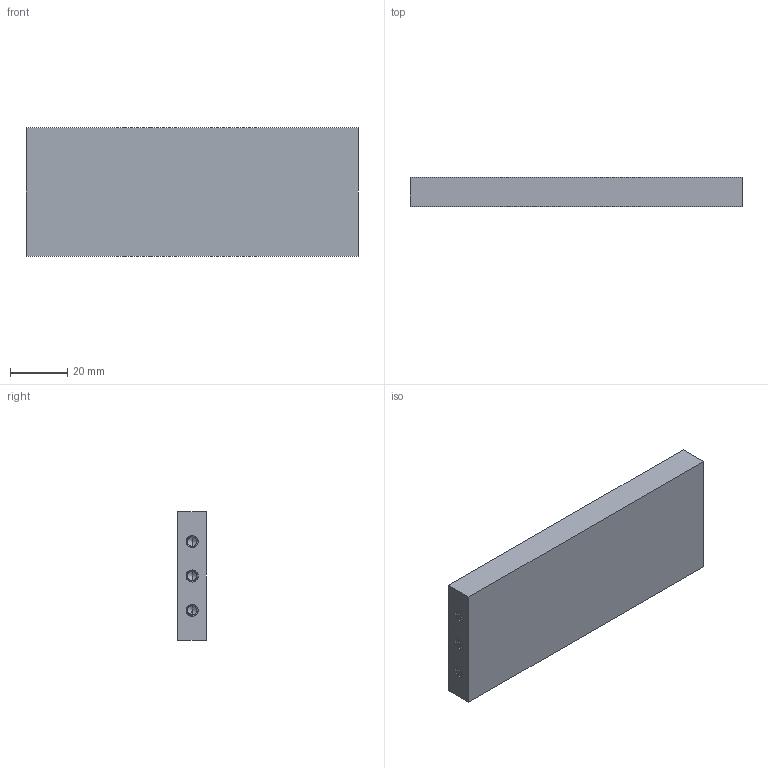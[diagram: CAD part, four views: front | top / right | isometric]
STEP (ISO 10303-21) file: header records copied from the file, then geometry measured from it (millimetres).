
FILE_DESCRIPTION (( 'STEP AP214' ), '1' );
FILE_NAME ('178-238_elasto.STEP', '2022-08-01T08:18:31', ( '' ), ( '' ), 'SwSTEP 2.0', 'SolidWorks 2020', '' );
FILE_SCHEMA (( 'AUTOMOTIVE_DESIGN' ));
Length unit declared in the file: millimetre
Products named in the file (1): 178-238_elasto
Bounding box: 116 x 10.06 x 45 mm (x, y, z)
Volume: 45454.5 mm3; surface area: 17783.3 mm2
Topology: 1 solids, 1 shells, 125 faces, 351 edges, 225 vertices
Faces by surface type: cylinder 78, plane 32, bspline 9, cone 6
Entity records: 9493 total; most frequent: CARTESIAN_POINT 6792, ORIENTED_EDGE 690, DIRECTION 420, EDGE_CURVE 345, VERTEX_POINT 225, LINE 168, VECTOR 168, EDGE_LOOP 128
